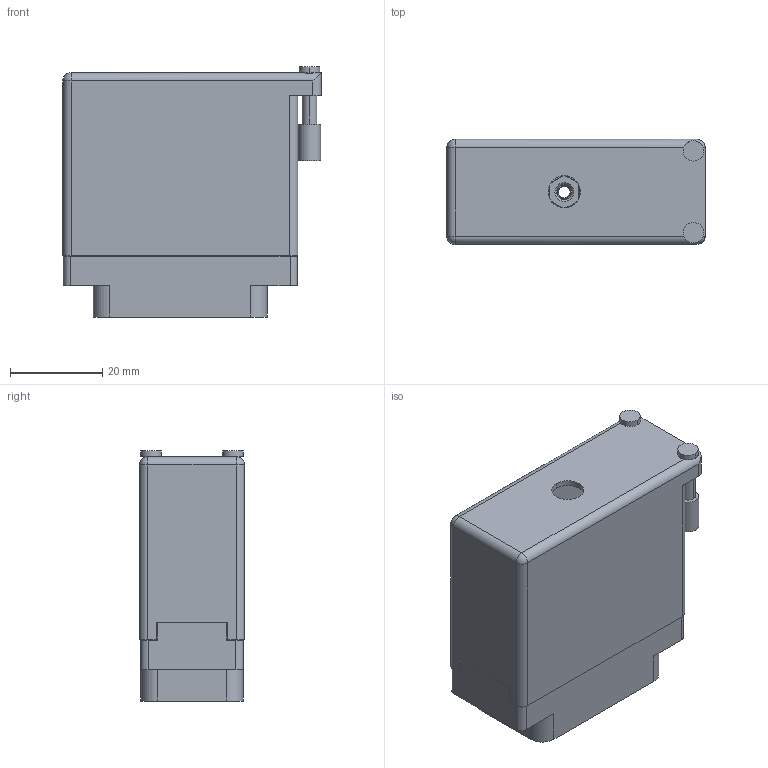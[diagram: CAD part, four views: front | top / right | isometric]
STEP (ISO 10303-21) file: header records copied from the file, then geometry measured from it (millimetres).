
FILE_DESCRIPTION (( 'STEP AP203' ), '1' );
FILE_NAME ('516-038-541-356.STEP', '2020-03-10T01:16:45', ( '' ), ( '' ), 'SwSTEP 2.0', 'SolidWorks 2016', '' );
FILE_SCHEMA (( 'CONFIG_CONTROL_DESIGN' ));
Length unit declared in the file: inch
Products named in the file (5): 516-252-035-100_516-252-035-100; 516-292-001_541 Contact; 516-038-541-356; 516 Plug Insulator_038; 516-230-001_Metal - 038 Side Entry
Assembly tree (41 placements, depth 2):
  516-038-541-356
    516 Plug Insulator_038
    516-292-001_541 Contact  x38
    516-230-001_Metal - 038 Side Entry
    516-252-035-100_516-252-035-100
Bounding box: 56.08 x 22.83 x 54.31 mm (x, y, z)
Volume: 19027.1 mm3; surface area: 32555.8 mm2
Topology: 41 solids, 41 shells, 3737 faces, 10809 edges, 7172 vertices
Faces by surface type: plane 2281, cylinder 1208, bspline 234, cone 12, sphere 2
Entity records: 39751 total; most frequent: CARTESIAN_POINT 9066, ORIENTED_EDGE 6222, DIRECTION 6001, EDGE_CURVE 3111, LINE 2253, VECTOR 2253, VERTEX_POINT 2066, AXIS2_PLACEMENT_3D 1874
